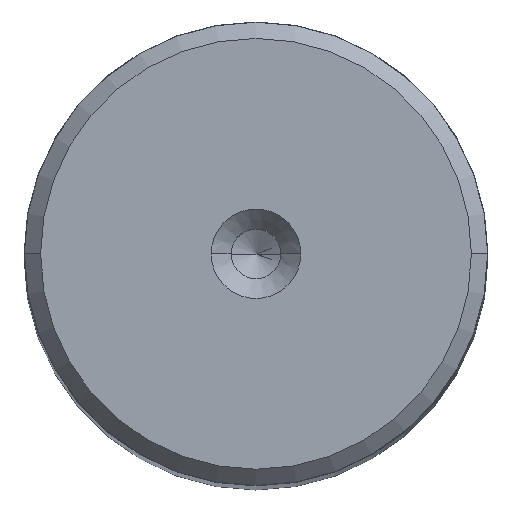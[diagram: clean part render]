
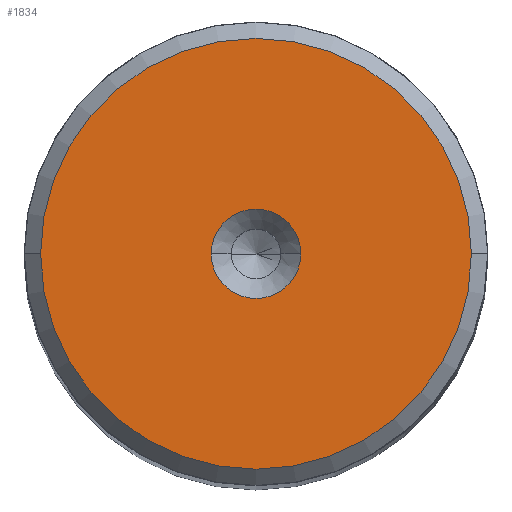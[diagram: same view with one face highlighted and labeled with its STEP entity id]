
A CAD part, top view. The second image highlights one B-rep face of the part: STEP entity #1834.
In plain terms, the highlighted planar face has unit normal (0, 0, 1).
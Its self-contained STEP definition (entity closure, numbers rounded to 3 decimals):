
#5 = CARTESIAN_POINT ( 'NONE',  ( -13.011, 0., 150. ) ) ;
#387 = DIRECTION ( 'NONE',  ( 0., 0., 1. ) ) ;
#643 = DIRECTION ( 'NONE',  ( 1., 0., 0. ) ) ;
#681 = CARTESIAN_POINT ( 'NONE',  ( 13.011, 0., 150. ) ) ;
#689 = AXIS2_PLACEMENT_3D ( 'NONE', #1085, #2006, #1774 ) ;
#882 = ORIENTED_EDGE ( 'NONE', *, *, #1271, .F. ) ;
#1077 = CARTESIAN_POINT ( 'NONE',  ( -2.7, 0., 150. ) ) ;
#1085 = CARTESIAN_POINT ( 'NONE',  ( 0., 0., 150. ) ) ;
#1104 = ORIENTED_EDGE ( 'NONE', *, *, #2821, .T. ) ;
#1114 = CARTESIAN_POINT ( 'NONE',  ( 0., 0., 150. ) ) ;
#1134 = EDGE_LOOP ( 'NONE', ( #2999, #882 ) ) ;
#1144 = CIRCLE ( 'NONE', #2227, 2.7 ) ;
#1171 = EDGE_LOOP ( 'NONE', ( #1104, #1376 ) ) ;
#1188 = PLANE ( 'NONE',  #2688 ) ;
#1271 = EDGE_CURVE ( 'NONE', #2024, #2174, #2651, .T. ) ;
#1309 = DIRECTION ( 'NONE',  ( 1., 0., 0. ) ) ;
#1376 = ORIENTED_EDGE ( 'NONE', *, *, #2254, .T. ) ;
#1496 = FACE_OUTER_BOUND ( 'NONE', #1171, .T. ) ;
#1523 = CARTESIAN_POINT ( 'NONE',  ( 0., 0., 150. ) ) ;
#1548 = DIRECTION ( 'NONE',  ( 0., 0., 1. ) ) ;
#1576 = AXIS2_PLACEMENT_3D ( 'NONE', #2929, #1548, #643 ) ;
#1774 = DIRECTION ( 'NONE',  ( 1., 0., 0. ) ) ;
#1785 = DIRECTION ( 'NONE',  ( 1., 0., 0. ) ) ;
#1803 = DIRECTION ( 'NONE',  ( 0., 0., 1. ) ) ;
#1834 = ADVANCED_FACE ( 'NONE', ( #2719, #1496 ), #1188, .T. ) ;
#2006 = DIRECTION ( 'NONE',  ( 0., 0., 1. ) ) ;
#2009 = DIRECTION ( 'NONE',  ( 1., 0., 0. ) ) ;
#2024 = VERTEX_POINT ( 'NONE', #1077 ) ;
#2027 = CARTESIAN_POINT ( 'NONE',  ( 2.7, 0., 150. ) ) ;
#2030 = CIRCLE ( 'NONE', #2161, 13.011 ) ;
#2056 = EDGE_CURVE ( 'NONE', #2174, #2024, #1144, .T. ) ;
#2161 = AXIS2_PLACEMENT_3D ( 'NONE', #2517, #1803, #1785 ) ;
#2174 = VERTEX_POINT ( 'NONE', #2027 ) ;
#2223 = VERTEX_POINT ( 'NONE', #681 ) ;
#2227 = AXIS2_PLACEMENT_3D ( 'NONE', #1523, #2912, #1309 ) ;
#2254 = EDGE_CURVE ( 'NONE', #2223, #2470, #2030, .T. ) ;
#2396 = CIRCLE ( 'NONE', #689, 13.011 ) ;
#2470 = VERTEX_POINT ( 'NONE', #5 ) ;
#2517 = CARTESIAN_POINT ( 'NONE',  ( 0., 0., 150. ) ) ;
#2651 = CIRCLE ( 'NONE', #1576, 2.7 ) ;
#2688 = AXIS2_PLACEMENT_3D ( 'NONE', #1114, #387, #2009 ) ;
#2719 = FACE_BOUND ( 'NONE', #1134, .T. ) ;
#2821 = EDGE_CURVE ( 'NONE', #2470, #2223, #2396, .T. ) ;
#2912 = DIRECTION ( 'NONE',  ( 0., 0., 1. ) ) ;
#2929 = CARTESIAN_POINT ( 'NONE',  ( 0., 0., 150. ) ) ;
#2999 = ORIENTED_EDGE ( 'NONE', *, *, #2056, .F. ) ;
